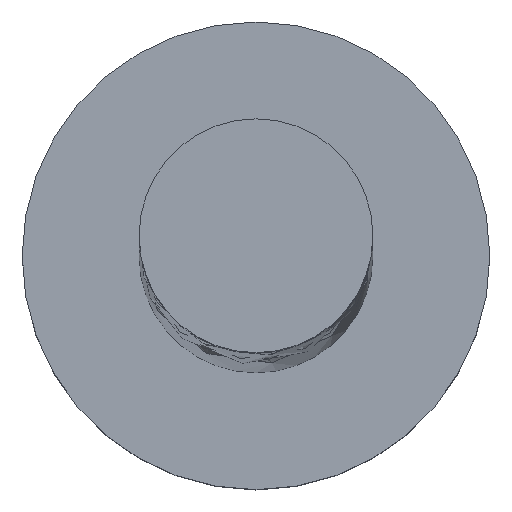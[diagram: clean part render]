
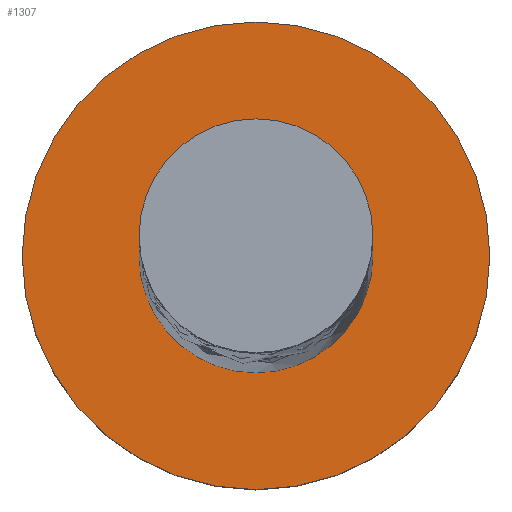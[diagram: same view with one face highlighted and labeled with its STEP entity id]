
A CAD part, top view. The second image highlights one B-rep face of the part: STEP entity #1307.
In plain terms, the highlighted planar face has unit normal (0, 0, 1).
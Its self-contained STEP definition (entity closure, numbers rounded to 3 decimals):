
#8 = DIRECTION ( 'NONE',  ( 0., 0., 1. ) ) ;
#18 = DIRECTION ( 'NONE',  ( 1., 0., 0. ) ) ;
#29 = CIRCLE ( 'NONE', #1149, 4. ) ;
#208 = DIRECTION ( 'NONE',  ( 0., 0., 1. ) ) ;
#220 = EDGE_CURVE ( 'NONE', #1563, #1459, #1680, .T. ) ;
#305 = CARTESIAN_POINT ( 'NONE',  ( -2., 0., 3. ) ) ;
#307 = CARTESIAN_POINT ( 'NONE',  ( 0., 0., 3. ) ) ;
#308 = VERTEX_POINT ( 'NONE', #656 ) ;
#314 = AXIS2_PLACEMENT_3D ( 'NONE', #1090, #678, #1078 ) ;
#355 = EDGE_LOOP ( 'NONE', ( #1548, #1202 ) ) ;
#545 = FACE_BOUND ( 'NONE', #355, .T. ) ;
#553 = PLANE ( 'NONE',  #314 ) ;
#635 = DIRECTION ( 'NONE',  ( 1., 0., 0. ) ) ;
#643 = CIRCLE ( 'NONE', #1093, 4. ) ;
#656 = CARTESIAN_POINT ( 'NONE',  ( -4., 0., 3. ) ) ;
#678 = DIRECTION ( 'NONE',  ( 0., 0., 1. ) ) ;
#686 = FACE_OUTER_BOUND ( 'NONE', #1057, .T. ) ;
#788 = EDGE_CURVE ( 'NONE', #1276, #308, #29, .T. ) ;
#843 = CIRCLE ( 'NONE', #1576, 2. ) ;
#873 = DIRECTION ( 'NONE',  ( 1., 0., 0. ) ) ;
#914 = DIRECTION ( 'NONE',  ( 0., 0., 1. ) ) ;
#1045 = EDGE_CURVE ( 'NONE', #308, #1276, #643, .T. ) ;
#1057 = EDGE_LOOP ( 'NONE', ( #1690, #1585 ) ) ;
#1078 = DIRECTION ( 'NONE',  ( 1., 0., 0. ) ) ;
#1090 = CARTESIAN_POINT ( 'NONE',  ( 0., 0., 3. ) ) ;
#1093 = AXIS2_PLACEMENT_3D ( 'NONE', #1564, #914, #635 ) ;
#1149 = AXIS2_PLACEMENT_3D ( 'NONE', #307, #1466, #1368 ) ;
#1202 = ORIENTED_EDGE ( 'NONE', *, *, #220, .F. ) ;
#1233 = EDGE_CURVE ( 'NONE', #1459, #1563, #843, .T. ) ;
#1276 = VERTEX_POINT ( 'NONE', #1376 ) ;
#1307 = ADVANCED_FACE ( 'NONE', ( #545, #686 ), #553, .T. ) ;
#1357 = CARTESIAN_POINT ( 'NONE',  ( 0., 0., 3. ) ) ;
#1362 = AXIS2_PLACEMENT_3D ( 'NONE', #1651, #208, #873 ) ;
#1368 = DIRECTION ( 'NONE',  ( 1., 0., 0. ) ) ;
#1376 = CARTESIAN_POINT ( 'NONE',  ( 4., 0., 3. ) ) ;
#1459 = VERTEX_POINT ( 'NONE', #305 ) ;
#1466 = DIRECTION ( 'NONE',  ( 0., 0., 1. ) ) ;
#1548 = ORIENTED_EDGE ( 'NONE', *, *, #1233, .F. ) ;
#1563 = VERTEX_POINT ( 'NONE', #1682 ) ;
#1564 = CARTESIAN_POINT ( 'NONE',  ( 0., 0., 3. ) ) ;
#1576 = AXIS2_PLACEMENT_3D ( 'NONE', #1357, #8, #18 ) ;
#1585 = ORIENTED_EDGE ( 'NONE', *, *, #788, .T. ) ;
#1651 = CARTESIAN_POINT ( 'NONE',  ( 0., 0., 3. ) ) ;
#1680 = CIRCLE ( 'NONE', #1362, 2. ) ;
#1682 = CARTESIAN_POINT ( 'NONE',  ( 2., 0., 3. ) ) ;
#1690 = ORIENTED_EDGE ( 'NONE', *, *, #1045, .T. ) ;
